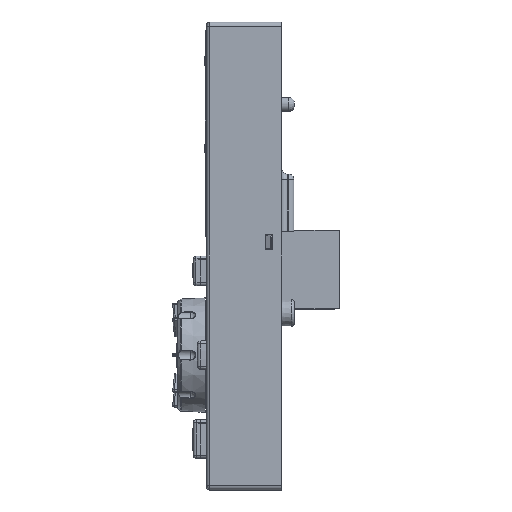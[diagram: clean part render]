
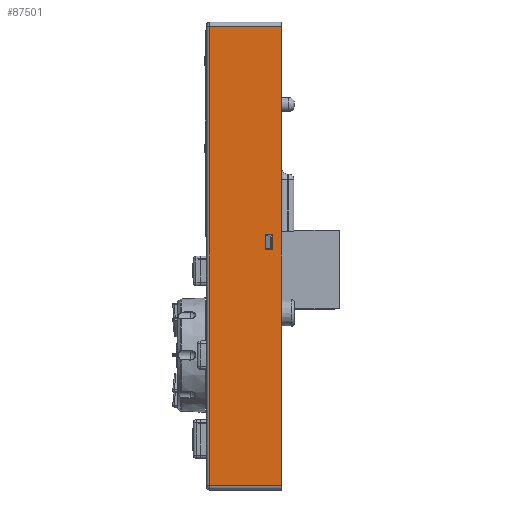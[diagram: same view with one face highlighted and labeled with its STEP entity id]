
A CAD part, left-side view. The second image highlights one B-rep face of the part: STEP entity #87501.
In plain terms, the highlighted planar face has unit normal (-1, 0, 0).
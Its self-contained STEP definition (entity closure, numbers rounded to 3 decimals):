
#4547=FACE_BOUND('',#17770,.T.);
#12898=FACE_OUTER_BOUND('',#17769,.T.);
#17769=EDGE_LOOP('',(#69921,#69922,#69923,#69924));
#17770=EDGE_LOOP('',(#69925,#69926,#69927,#69928));
#23877=LINE('',#156670,#32292);
#23978=LINE('',#157169,#32393);
#23979=LINE('',#157172,#32394);
#23980=LINE('',#157173,#32395);
#23981=LINE('',#157176,#32396);
#23982=LINE('',#157178,#32397);
#23983=LINE('',#157180,#32398);
#23984=LINE('',#157181,#32399);
#32292=VECTOR('',#107069,98.);
#32393=VECTOR('',#107256,15.4);
#32394=VECTOR('',#107259,98.);
#32395=VECTOR('',#107260,15.4);
#32396=VECTOR('',#107261,1.5);
#32397=VECTOR('',#107262,3.275);
#32398=VECTOR('',#107263,1.5);
#32399=VECTOR('',#107264,3.275);
#41086=VERTEX_POINT('',#156667);
#41087=VERTEX_POINT('',#156669);
#41212=VERTEX_POINT('',#157167);
#41213=VERTEX_POINT('',#157171);
#41214=VERTEX_POINT('',#157174);
#41215=VERTEX_POINT('',#157175);
#41216=VERTEX_POINT('',#157177);
#41217=VERTEX_POINT('',#157179);
#51304=EDGE_CURVE('',#41087,#41086,#23877,.T.);
#51453=EDGE_CURVE('',#41212,#41086,#23978,.T.);
#51454=EDGE_CURVE('',#41212,#41213,#23979,.T.);
#51455=EDGE_CURVE('',#41213,#41087,#23980,.T.);
#51456=EDGE_CURVE('',#41214,#41215,#23981,.T.);
#51457=EDGE_CURVE('',#41216,#41214,#23982,.T.);
#51458=EDGE_CURVE('',#41217,#41216,#23983,.T.);
#51459=EDGE_CURVE('',#41215,#41217,#23984,.T.);
#69921=ORIENTED_EDGE('',*,*,#51454,.T.);
#69922=ORIENTED_EDGE('',*,*,#51455,.T.);
#69923=ORIENTED_EDGE('',*,*,#51304,.T.);
#69924=ORIENTED_EDGE('',*,*,#51453,.F.);
#69925=ORIENTED_EDGE('',*,*,#51456,.F.);
#69926=ORIENTED_EDGE('',*,*,#51457,.F.);
#69927=ORIENTED_EDGE('',*,*,#51458,.F.);
#69928=ORIENTED_EDGE('',*,*,#51459,.F.);
#83480=PLANE('',#93685);
#87501=ADVANCED_FACE('',(#12898,#4547),#83480,.T.);
#93685=AXIS2_PLACEMENT_3D('',#157170,#107257,#107258);
#107069=DIRECTION('',(0.,0.,1.));
#107256=DIRECTION('',(0.,-1.,0.));
#107257=DIRECTION('center_axis',(-1.,0.,0.));
#107258=DIRECTION('ref_axis',(0.,0.,1.));
#107259=DIRECTION('',(0.,0.,-1.));
#107260=DIRECTION('',(0.,-1.,0.));
#107261=DIRECTION('',(0.,1.,0.));
#107262=DIRECTION('',(0.,0.,1.));
#107263=DIRECTION('',(0.,-1.,0.));
#107264=DIRECTION('',(0.,0.,-1.));
#156667=CARTESIAN_POINT('',(-89.,294.7,202.));
#156669=CARTESIAN_POINT('',(-89.,294.7,104.));
#156670=CARTESIAN_POINT('',(-89.,294.7,104.));
#157167=CARTESIAN_POINT('',(-89.,310.1,202.));
#157169=CARTESIAN_POINT('',(-89.,310.1,202.));
#157170=CARTESIAN_POINT('Origin',(-89.,310.7,103.));
#157171=CARTESIAN_POINT('',(-89.,310.1,104.));
#157172=CARTESIAN_POINT('',(-89.,310.1,202.));
#157173=CARTESIAN_POINT('',(-89.,310.1,104.));
#157174=CARTESIAN_POINT('',(-89.,296.7,157.7));
#157175=CARTESIAN_POINT('',(-89.,298.2,157.7));
#157176=CARTESIAN_POINT('',(-89.,296.7,157.7));
#157177=CARTESIAN_POINT('',(-89.,296.7,154.425));
#157178=CARTESIAN_POINT('',(-89.,296.7,154.425));
#157179=CARTESIAN_POINT('',(-89.,298.2,154.425));
#157180=CARTESIAN_POINT('',(-89.,298.2,154.425));
#157181=CARTESIAN_POINT('',(-89.,298.2,157.7));
